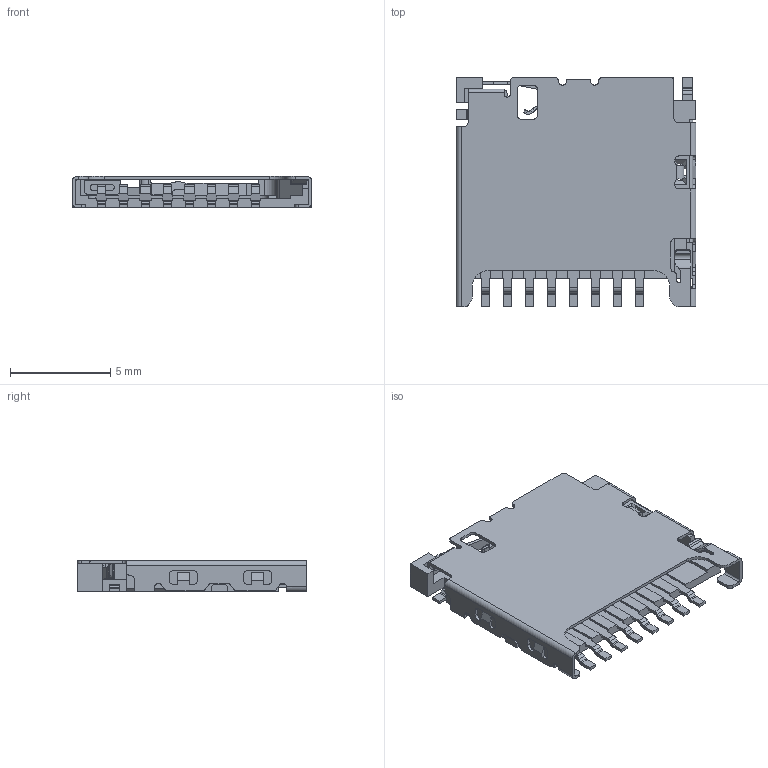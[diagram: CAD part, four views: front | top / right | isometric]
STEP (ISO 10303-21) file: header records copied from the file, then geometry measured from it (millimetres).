
FILE_DESCRIPTION(('FreeCAD Model'),'2;1');
FILE_NAME('Fusion.step','2017-06-26T15:52:39',( 'kicad StepUp'),('ksu MCAD'),'Open CASCADE STEP processor 6.8', 'FreeCAD','Unknown');
FILE_SCHEMA(('AUTOMOTIVE_DESIGN_CC2 { 1 2 10303 214 -1 1 5 4 }'));
Length unit declared in the file: millimetre
Products named in the file (2): ASSEMBLY; Fusion
Assembly tree (1 placements, depth 2):
  ASSEMBLY
    Fusion
Bounding box: 11.95 x 11.45 x 1.55 mm (x, y, z)
Volume: 65.1 mm3; surface area: 522.5 mm2
Topology: 7 solids, 30 shells, 936 faces, 2619 edges, 1731 vertices
Faces by surface type: plane 606, cylinder 315, bspline 13, extrusion 2
Entity records: 31509 total; most frequent: CARTESIAN_POINT 6887, ORIENTED_EDGE 5280, DIRECTION 5045, EDGE_CURVE 2619, VECTOR 1931, LINE 1929, VERTEX_POINT 1731, AXIS2_PLACEMENT_3D 1557
